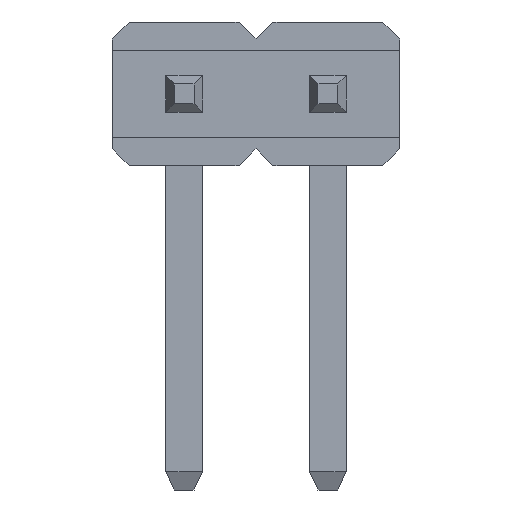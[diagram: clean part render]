
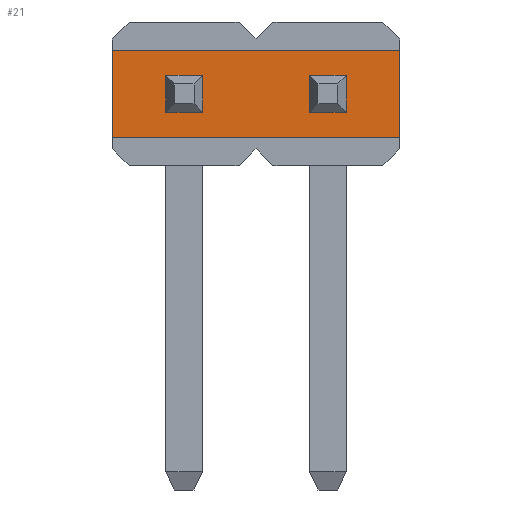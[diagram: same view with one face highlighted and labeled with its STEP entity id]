
A CAD part, front view. The second image highlights one B-rep face of the part: STEP entity #21.
In plain terms, the highlighted planar face has unit normal (0, -1, 0).
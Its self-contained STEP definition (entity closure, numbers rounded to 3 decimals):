
#1 = ORIENTED_EDGE ( 'NONE', *, *, #3, .T. ) ;
#2 = VERTEX_POINT ( 'NONE', #99 ) ;
#3 = EDGE_CURVE ( 'NONE', #2, #11, #98, .T. ) ;
#4 = EDGE_CURVE ( 'NONE', #8, #2, #94, .T. ) ;
#5 = ORIENTED_EDGE ( 'NONE', *, *, #4, .T. ) ;
#6 = EDGE_CURVE ( 'NONE', #7, #2115, #90, .T. ) ;
#7 = VERTEX_POINT ( 'NONE', #86 ) ;
#8 = VERTEX_POINT ( 'NONE', #85 ) ;
#9 = EDGE_CURVE ( 'NONE', #8, #13, #170, .T. ) ;
#10 = ORIENTED_EDGE ( 'NONE', *, *, #9, .F. ) ;
#11 = VERTEX_POINT ( 'NONE', #166 ) ;
#12 = EDGE_CURVE ( 'NONE', #13, #11, #165, .T. ) ;
#13 = VERTEX_POINT ( 'NONE', #161 ) ;
#14 = EDGE_LOOP ( 'NONE', ( #15, #10, #5, #1 ) ) ;
#15 = ORIENTED_EDGE ( 'NONE', *, *, #12, .F. ) ;
#16 = EDGE_LOOP ( 'NONE', ( #17, #1925, #1936, #1871 ) ) ;
#17 = ORIENTED_EDGE ( 'NONE', *, *, #1913, .F. ) ;
#20 = EDGE_LOOP ( 'NONE', ( #26, #2110, #2099, #2100 ) ) ;
#21 = ADVANCED_FACE ( 'NONE', ( #151, #150, #149 ), #192, .F. ) ;
#26 = ORIENTED_EDGE ( 'NONE', *, *, #6, .F. ) ;
#85 = CARTESIAN_POINT ( 'NONE',  ( -1.27, 0.44, -0.77 ) ) ;
#86 = CARTESIAN_POINT ( 'NONE',  ( -0.325, 0.44, 0.325 ) ) ;
#87 = DIRECTION ( 'NONE',  ( 0., 0., -1. ) ) ;
#88 = VECTOR ( 'NONE', #87, 1000. ) ;
#89 = CARTESIAN_POINT ( 'NONE',  ( -0.325, 0.44, 0.77 ) ) ;
#90 = LINE ( 'NONE', #89, #88 ) ;
#91 = DIRECTION ( 'NONE',  ( 1., 0., 0. ) ) ;
#92 = VECTOR ( 'NONE', #91, 1000. ) ;
#93 = CARTESIAN_POINT ( 'NONE',  ( -1.27, 0.44, -0.77 ) ) ;
#94 = LINE ( 'NONE', #93, #92 ) ;
#95 = DIRECTION ( 'NONE',  ( 0., 0., 1. ) ) ;
#96 = VECTOR ( 'NONE', #95, 1000. ) ;
#97 = CARTESIAN_POINT ( 'NONE',  ( 3.81, 0.44, 0.77 ) ) ;
#98 = LINE ( 'NONE', #97, #96 ) ;
#99 = CARTESIAN_POINT ( 'NONE',  ( 3.81, 0.44, -0.77 ) ) ;
#149 = FACE_BOUND ( 'NONE', #16, .T. ) ;
#150 = FACE_OUTER_BOUND ( 'NONE', #14, .T. ) ;
#151 = FACE_BOUND ( 'NONE', #20, .T. ) ;
#161 = CARTESIAN_POINT ( 'NONE',  ( -1.27, 0.44, 0.77 ) ) ;
#162 = DIRECTION ( 'NONE',  ( 1., 0., 0. ) ) ;
#163 = VECTOR ( 'NONE', #162, 1000. ) ;
#164 = CARTESIAN_POINT ( 'NONE',  ( -1.27, 0.44, 0.77 ) ) ;
#165 = LINE ( 'NONE', #164, #163 ) ;
#166 = CARTESIAN_POINT ( 'NONE',  ( 3.81, 0.44, 0.77 ) ) ;
#167 = DIRECTION ( 'NONE',  ( 0., 0., 1. ) ) ;
#168 = VECTOR ( 'NONE', #167, 1000. ) ;
#169 = CARTESIAN_POINT ( 'NONE',  ( -1.27, 0.44, 0.77 ) ) ;
#170 = LINE ( 'NONE', #169, #168 ) ;
#191 = AXIS2_PLACEMENT_3D ( 'NONE', #219, #218, #217 ) ;
#192 = PLANE ( 'NONE',  #191 ) ;
#217 = DIRECTION ( 'NONE',  ( 0., 0., 1. ) ) ;
#218 = DIRECTION ( 'NONE',  ( 0., 1., 0. ) ) ;
#219 = CARTESIAN_POINT ( 'NONE',  ( -1.27, 0.44, 0.77 ) ) ;
#1092 = DIRECTION ( 'NONE',  ( -1., 0., 0. ) ) ;
#1093 = VECTOR ( 'NONE', #1092, 1000. ) ;
#1094 = CARTESIAN_POINT ( 'NONE',  ( -1.27, 0.44, 0.325 ) ) ;
#1095 = LINE ( 'NONE', #1094, #1093 ) ;
#1101 = DIRECTION ( 'NONE',  ( 0., 0., -1. ) ) ;
#1102 = VECTOR ( 'NONE', #1101, 1000. ) ;
#1103 = CARTESIAN_POINT ( 'NONE',  ( 2.215, 0.44, 0.77 ) ) ;
#1104 = LINE ( 'NONE', #1103, #1102 ) ;
#1105 = CARTESIAN_POINT ( 'NONE',  ( 2.865, 0.44, 0.325 ) ) ;
#1189 = CARTESIAN_POINT ( 'NONE',  ( 2.865, 0.44, -0.325 ) ) ;
#1217 = CARTESIAN_POINT ( 'NONE',  ( 2.865, 0.44, 0.77 ) ) ;
#1218 = CARTESIAN_POINT ( 'NONE',  ( 2.215, 0.44, -0.325 ) ) ;
#1219 = LINE ( 'NONE', #1217, #1251 ) ;
#1246 = DIRECTION ( 'NONE',  ( 1., 0., 0. ) ) ;
#1247 = VECTOR ( 'NONE', #1246, 1000. ) ;
#1248 = CARTESIAN_POINT ( 'NONE',  ( -1.27, 0.44, -0.325 ) ) ;
#1249 = LINE ( 'NONE', #1248, #1247 ) ;
#1250 = DIRECTION ( 'NONE',  ( 0., 0., 1. ) ) ;
#1251 = VECTOR ( 'NONE', #1250, 1000. ) ;
#1388 = CARTESIAN_POINT ( 'NONE',  ( 2.215, 0.44, 0.325 ) ) ;
#1603 = DIRECTION ( 'NONE',  ( -1., 0., 0. ) ) ;
#1604 = VECTOR ( 'NONE', #1603, 1000. ) ;
#1605 = CARTESIAN_POINT ( 'NONE',  ( -1.27, 0.44, 0.325 ) ) ;
#1606 = LINE ( 'NONE', #1605, #1604 ) ;
#1607 = CARTESIAN_POINT ( 'NONE',  ( -0.325, 0.44, -0.325 ) ) ;
#1618 = CARTESIAN_POINT ( 'NONE',  ( 0.325, 0.44, -0.325 ) ) ;
#1629 = DIRECTION ( 'NONE',  ( 0., 0., 1. ) ) ;
#1630 = VECTOR ( 'NONE', #1629, 1000. ) ;
#1631 = CARTESIAN_POINT ( 'NONE',  ( 0.325, 0.44, 0.77 ) ) ;
#1632 = LINE ( 'NONE', #1631, #1630 ) ;
#1664 = CARTESIAN_POINT ( 'NONE',  ( 0.325, 0.44, 0.325 ) ) ;
#1665 = DIRECTION ( 'NONE',  ( 1., 0., 0. ) ) ;
#1666 = VECTOR ( 'NONE', #1665, 1000. ) ;
#1667 = CARTESIAN_POINT ( 'NONE',  ( -1.27, 0.44, -0.325 ) ) ;
#1668 = LINE ( 'NONE', #1667, #1666 ) ;
#1871 = ORIENTED_EDGE ( 'NONE', *, *, #1956, .F. ) ;
#1912 = VERTEX_POINT ( 'NONE', #1105 ) ;
#1913 = EDGE_CURVE ( 'NONE', #1933, #1952, #1104, .T. ) ;
#1915 = EDGE_CURVE ( 'NONE', #1912, #1933, #1095, .T. ) ;
#1923 = VERTEX_POINT ( 'NONE', #1189 ) ;
#1925 = ORIENTED_EDGE ( 'NONE', *, *, #1915, .F. ) ;
#1933 = VERTEX_POINT ( 'NONE', #1388 ) ;
#1936 = ORIENTED_EDGE ( 'NONE', *, *, #1954, .F. ) ;
#1952 = VERTEX_POINT ( 'NONE', #1218 ) ;
#1954 = EDGE_CURVE ( 'NONE', #1923, #1912, #1219, .T. ) ;
#1956 = EDGE_CURVE ( 'NONE', #1952, #1923, #1249, .T. ) ;
#2098 = EDGE_CURVE ( 'NONE', #2106, #2135, #1632, .T. ) ;
#2099 = ORIENTED_EDGE ( 'NONE', *, *, #2098, .F. ) ;
#2100 = ORIENTED_EDGE ( 'NONE', *, *, #2134, .F. ) ;
#2106 = VERTEX_POINT ( 'NONE', #1618 ) ;
#2110 = ORIENTED_EDGE ( 'NONE', *, *, #2116, .F. ) ;
#2115 = VERTEX_POINT ( 'NONE', #1607 ) ;
#2116 = EDGE_CURVE ( 'NONE', #2135, #7, #1606, .T. ) ;
#2134 = EDGE_CURVE ( 'NONE', #2115, #2106, #1668, .T. ) ;
#2135 = VERTEX_POINT ( 'NONE', #1664 ) ;
